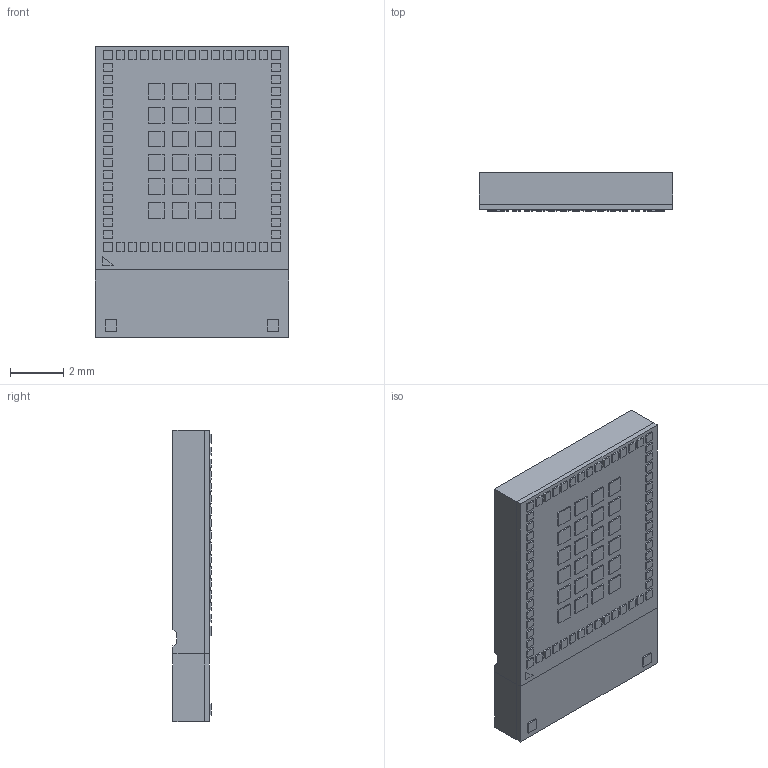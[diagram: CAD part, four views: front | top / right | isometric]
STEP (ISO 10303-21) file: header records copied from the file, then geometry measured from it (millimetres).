
FILE_DESCRIPTION (( 'STEP AP214' ), '1' );
FILE_NAME ('STM32WB5MMGH6TR.STEP', '2023-03-05T15:15:40', ( '' ), ( '' ), 'SwSTEP 2.0', 'SolidWorks 2022', '' );
FILE_SCHEMA (( 'AUTOMOTIVE_DESIGN' ));
Length unit declared in the file: inch
Products named in the file (92): STM32WB5MMGH6TR_89; STM32WB5MMGH6TR_68; STM32WB5MMGH6TR_51; STM32WB5MMGH6TR_88; STM32WB5MMGH6TR_78; STM32WB5MMGH6TR_70; STM32WB5MMGH6TR_30; STM32WB5MMGH6TR_57; STM32WB5MMGH6TR_45; STM32WB5MMGH6TR_5; STM32WB5MMGH6TR_32; STM32WB5MMGH6TR; STM32WB5MMGH6TR_9; STM32WB5MMGH6TR_55; STM32WB5MMGH6TR_25; STM32WB5MMGH6TR_34; STM32WB5MMGH6TR_73; STM32WB5MMGH6TR_81; STM32WB5MMGH6TR_64; STM32WB5MMGH6TR_65; STM32WB5MMGH6TR_4; STM32WB5MMGH6TR_67; STM32WB5MMGH6TR_38; STM32WB5MMGH6TR_12; STM32WB5MMGH6TR_91; STM32WB5MMGH6TR_58; STM32WB5MMGH6TR_80; STM32WB5MMGH6TR_77; STM32WB5MMGH6TR_24; STM32WB5MMGH6TR_59; STM32WB5MMGH6TR_66; STM32WB5MMGH6TR_83; STM32WB5MMGH6TR_40; STM32WB5MMGH6TR_82; STM32WB5MMGH6TR_61; STM32WB5MMGH6TR_35; STM32WB5MMGH6TR_23; STM32WB5MMGH6TR_27; STM32WB5MMGH6TR_49; STM32WB5MMGH6TR_69 ...
Assembly tree (91 placements, depth 2):
  STM32WB5MMGH6TR
    STM32WB5MMGH6TR_3
    STM32WB5MMGH6TR_37
    STM32WB5MMGH6TR_72
    STM32WB5MMGH6TR_6
    STM32WB5MMGH6TR_71
    STM32WB5MMGH6TR_69
    STM32WB5MMGH6TR_56
    STM32WB5MMGH6TR_61
    STM32WB5MMGH6TR_87
    STM32WB5MMGH6TR_36
    STM32WB5MMGH6TR_43
    STM32WB5MMGH6TR_9
    STM32WB5MMGH6TR_2
    STM32WB5MMGH6TR_90
    STM32WB5MMGH6TR_38
    STM32WB5MMGH6TR_52
    STM32WB5MMGH6TR_21
    STM32WB5MMGH6TR_5
    STM32WB5MMGH6TR_39
    STM32WB5MMGH6TR_24
    STM32WB5MMGH6TR_40
    STM32WB5MMGH6TR_73
    STM32WB5MMGH6TR_78
    STM32WB5MMGH6TR_22
    STM32WB5MMGH6TR_59
    STM32WB5MMGH6TR_80
    STM32WB5MMGH6TR_19
    STM32WB5MMGH6TR_65
    STM32WB5MMGH6TR_68
    STM32WB5MMGH6TR_11
    STM32WB5MMGH6TR_48
    STM32WB5MMGH6TR_74
    STM32WB5MMGH6TR_64
    STM32WB5MMGH6TR_20
    STM32WB5MMGH6TR_16
    STM32WB5MMGH6TR_13
    STM32WB5MMGH6TR_49
    STM32WB5MMGH6TR_46
    STM32WB5MMGH6TR_31
    STM32WB5MMGH6TR_30
    STM32WB5MMGH6TR_85
    STM32WB5MMGH6TR_81
    STM32WB5MMGH6TR_66
    STM32WB5MMGH6TR_83
    STM32WB5MMGH6TR_15
    STM32WB5MMGH6TR_53
    STM32WB5MMGH6TR_89
    STM32WB5MMGH6TR_32
    STM32WB5MMGH6TR_17
    STM32WB5MMGH6TR_45
    STM32WB5MMGH6TR_75
    STM32WB5MMGH6TR_62
    STM32WB5MMGH6TR_27
    STM32WB5MMGH6TR_76
    STM32WB5MMGH6TR_34
    STM32WB5MMGH6TR_54
    STM32WB5MMGH6TR_67
    STM32WB5MMGH6TR_88
    STM32WB5MMGH6TR_29
Bounding box: 7.3 x 1.44 x 11 mm (x, y, z)
Volume: 110.9 mm3; surface area: 431.7 mm2
Topology: 91 solids, 91 shells, 553 faces, 1110 edges, 740 vertices
Faces by surface type: plane 553
Entity records: 25807 total; most frequent: CARTESIAN_POINT 2497, DIRECTION 2404, ORIENTED_EDGE 2220, EDGE_CURVE 1110, VECTOR 1110, LINE 1110, LENGTH_MEASURE_WITH_UNIT 827, DIMENSIONAL_EXPONENTS 827
